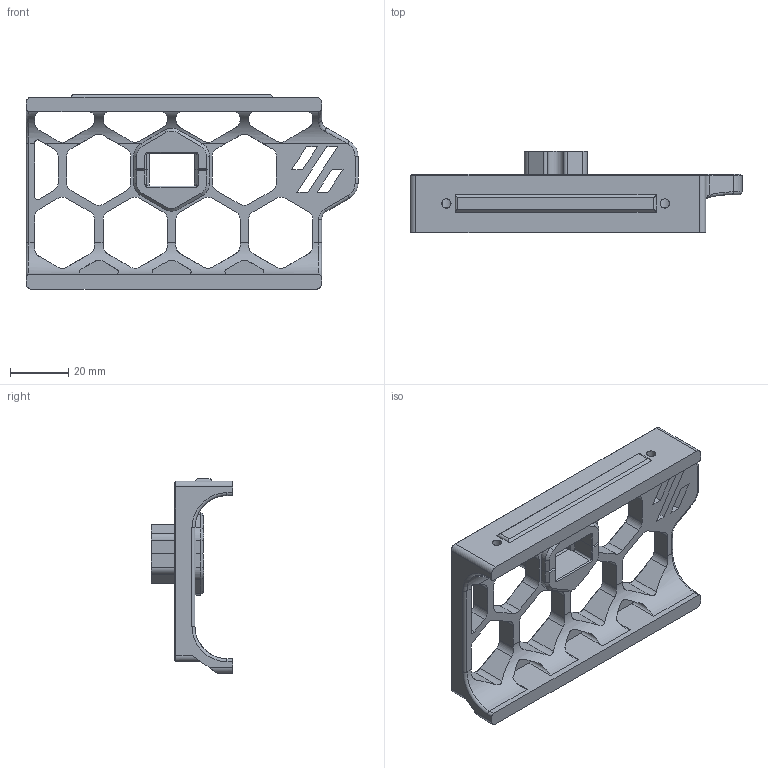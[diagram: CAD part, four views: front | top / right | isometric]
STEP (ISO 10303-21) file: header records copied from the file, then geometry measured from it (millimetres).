
FILE_DESCRIPTION(/* description */ (''),/* implementation_level */ '2;1');
FILE_NAME(/* name */ 'USB_Hex_Insert.step',/* time_stamp */ '2024-04-30T19:32:32-07:00',/* author */ (''),/* organization */ (''),/* preprocessor_version */ 'ST-DEVELOPER v20',/* originating_system */ 'Autodesk Translation Framework v12.20.1.177',/* authorisation */ '');
FILE_SCHEMA (('AUTOMOTIVE_DESIGN { 1 0 10303 214 3 1 1 }'));
Length unit declared in the file: millimetre
Products named in the file (3): USB_Hex_Insert; Front_Skirt_Trident_250; USB_Hex_Insert_1
Assembly tree (2 placements, depth 2):
  USB_Hex_Insert
    Front_Skirt_Trident_250
    USB_Hex_Insert_1
Bounding box: 114 x 28 x 66.8 mm (x, y, z)
Volume: 35997.4 mm3; surface area: 23677.4 mm2
Topology: 3 solids, 3 shells, 487 faces, 1261 edges, 774 vertices
Faces by surface type: plane 262, cylinder 132, cone 84, torus 7, bspline 2
Full cylindrical faces by diameter (mm): 2.9 x2, 3.2 x2, 4.7 x1, 6 x2
Entity records: 15234 total; most frequent: CARTESIAN_POINT 3072, DIRECTION 2551, ORIENTED_EDGE 2522, EDGE_CURVE 1261, LINE 853, VECTOR 853, AXIS2_PLACEMENT_3D 849, VERTEX_POINT 774
